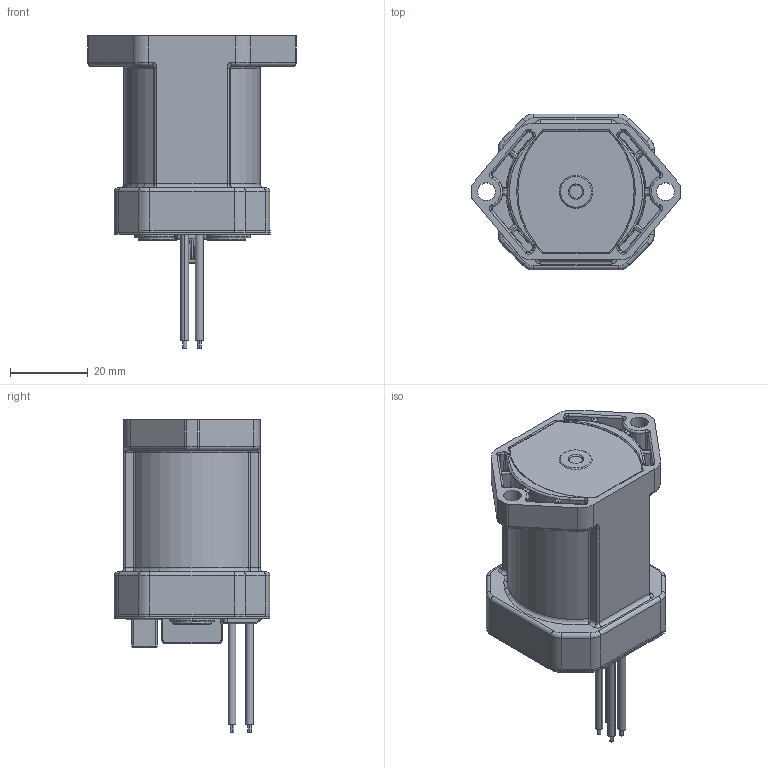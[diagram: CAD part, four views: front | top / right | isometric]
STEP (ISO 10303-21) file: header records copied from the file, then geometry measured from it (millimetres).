
FILE_DESCRIPTION((''),'2;1');
FILE_NAME('2-EVD100G1--0001_ASM','2024-04-13T14:12:14',('Fiona.Li'),(''),'CREO PARAMETRIC BY PTC INC, 2021063','CREO PARAMETRIC BY PTC INC, 2021063','');
FILE_SCHEMA(('CONFIG_CONTROL_DESIGN'));
Length unit declared in the file: millimetre
Products named in the file (2): _2-EVD100G1--0001; 2-EVD100G1--0001_ASM
Assembly tree (1 placements, depth 2):
  2-EVD100G1--0001_ASM
    _2-EVD100G1--0001
Bounding box: 53.85 x 40.2 x 80.7 mm (x, y, z)
Volume: 745.5 mm3; surface area: 23344.5 mm2
Topology: 1 solids, 147 shells, 959 faces, 3111 edges, 2249 vertices
Faces by surface type: plane 395, cylinder 388, torus 98, bspline 32, cone 26, sphere 12, extrusion 8
Entity records: 35609 total; most frequent: CARTESIAN_POINT 9147, DIRECTION 5567, ORIENTED_EDGE 4640, EDGE_CURVE 3095, VERTEX_POINT 2249, AXIS2_PLACEMENT_3D 1873, VECTOR 1821, LINE 1813
